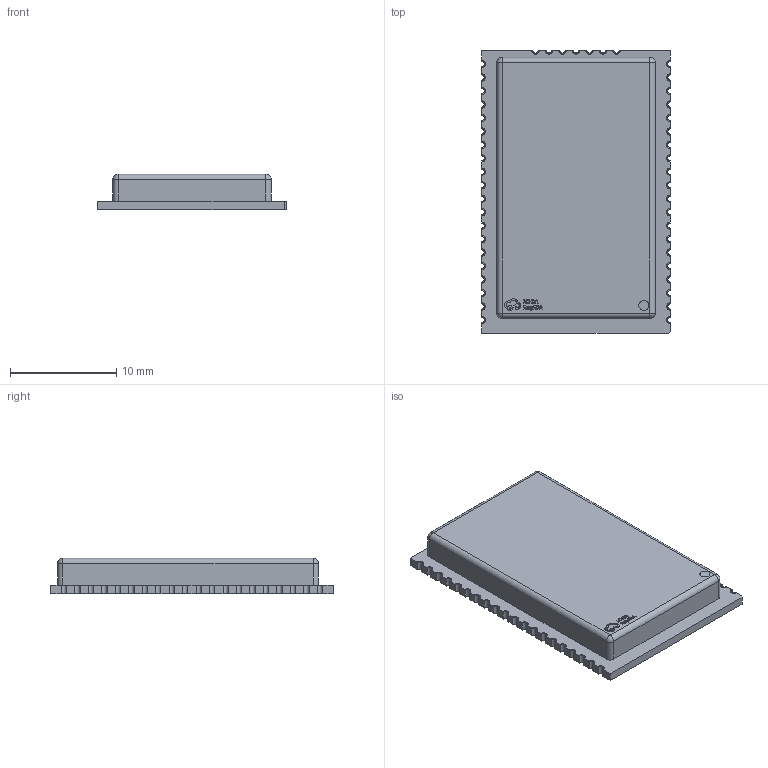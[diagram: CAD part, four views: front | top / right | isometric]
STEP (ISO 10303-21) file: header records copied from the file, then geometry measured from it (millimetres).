
FILE_DESCRIPTION (( 'STEP AP214' ), '1' );
FILE_NAME ('WIRELM-SMD_MICROCHIP_RN2483A.STEP', '2022-07-15T05:10:42', ( 'PC' ), ( 'Microsoft' ), 'SwSTEP 2.0', 'SolidWorks 2020', '' );
FILE_SCHEMA (( 'AUTOMOTIVE_DESIGN' ));
Length unit declared in the file: millimetre
Products named in the file (1): WIRELM-SMD_MICROCHIP_RN2483A
Bounding box: 17.78 x 26.67 x 3.36 mm (x, y, z)
Volume: 1304.3 mm3; surface area: 1205.4 mm2
Topology: 1 solids, 1 shells, 667 faces, 1924 edges, 1276 vertices
Faces by surface type: plane 421, cylinder 144, bspline 98, sphere 4
Entity records: 29649 total; most frequent: CARTESIAN_POINT 5170, ORIENTED_EDGE 3840, DIRECTION 3148, EDGE_CURVE 1920, VECTOR 1432, LINE 1432, VERTEX_POINT 1276, AXIS2_PLACEMENT_3D 858
